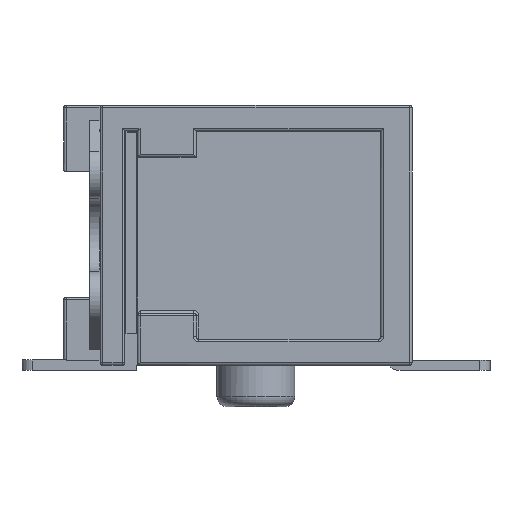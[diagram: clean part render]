
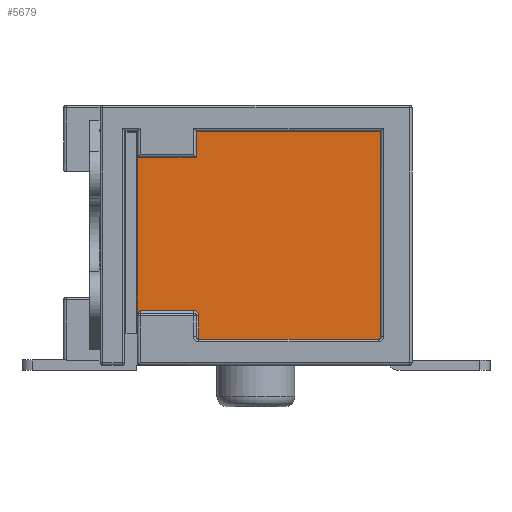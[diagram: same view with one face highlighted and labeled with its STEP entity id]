
A CAD part, left-side view. The second image highlights one B-rep face of the part: STEP entity #5679.
In plain terms, the highlighted planar face has unit normal (-1, 0, 0).
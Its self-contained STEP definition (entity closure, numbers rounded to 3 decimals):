
#139=PLANE('',#6235);
#463=LINE('',#9318,#995);
#645=LINE('',#10129,#1177);
#649=LINE('',#10149,#1181);
#769=LINE('',#10564,#1301);
#770=LINE('',#10566,#1302);
#771=LINE('',#10568,#1303);
#772=LINE('',#10570,#1304);
#773=LINE('',#10572,#1305);
#774=LINE('',#10573,#1306);
#995=VECTOR('',#6480,10.);
#1177=VECTOR('',#7076,10.);
#1181=VECTOR('',#7102,10.);
#1301=VECTOR('',#7564,1000.);
#1302=VECTOR('',#7565,1000.);
#1303=VECTOR('',#7566,1000.);
#1304=VECTOR('',#7567,1000.);
#1305=VECTOR('',#7568,1000.);
#1306=VECTOR('',#7569,1000.);
#1718=FACE_OUTER_BOUND('',#2061,.T.);
#2061=EDGE_LOOP('',(#4789,#4790,#4791,#4792,#4793,#4794,#4795,#4796,#4797,
#4798,#4799,#4800));
#2311=CIRCLE('',#6050,0.1);
#2362=CIRCLE('',#6164,0.05);
#2448=B_SPLINE_CURVE_WITH_KNOTS('',3,(#9390,#9391,#9392,#9393,#9394,#9395),
 .UNSPECIFIED.,.F.,.F.,(4,2,4),(0.025,0.029,0.035),
 .UNSPECIFIED.);
#2516=VERTEX_POINT('',#9316);
#2517=VERTEX_POINT('',#9317);
#2548=VERTEX_POINT('',#9388);
#2720=VERTEX_POINT('',#10123);
#2721=VERTEX_POINT('',#10124);
#2726=VERTEX_POINT('',#10148);
#2768=VERTEX_POINT('',#10330);
#2769=VERTEX_POINT('',#10331);
#2833=VERTEX_POINT('',#10565);
#2834=VERTEX_POINT('',#10567);
#2835=VERTEX_POINT('',#10569);
#2836=VERTEX_POINT('',#10571);
#3030=EDGE_CURVE('',#2516,#2517,#463,.T.);
#3065=EDGE_CURVE('',#2548,#2517,#2448,.F.);
#3333=EDGE_CURVE('',#2720,#2721,#2311,.T.);
#3336=EDGE_CURVE('',#2721,#2548,#645,.T.);
#3346=EDGE_CURVE('',#2726,#2720,#649,.T.);
#3440=EDGE_CURVE('',#2768,#2769,#2362,.T.);
#3546=EDGE_CURVE('',#2768,#2726,#769,.T.);
#3547=EDGE_CURVE('',#2833,#2769,#770,.T.);
#3548=EDGE_CURVE('',#2834,#2833,#771,.T.);
#3549=EDGE_CURVE('',#2835,#2834,#772,.T.);
#3550=EDGE_CURVE('',#2836,#2835,#773,.T.);
#3551=EDGE_CURVE('',#2516,#2836,#774,.T.);
#4789=ORIENTED_EDGE('',*,*,#3030,.T.);
#4790=ORIENTED_EDGE('',*,*,#3065,.F.);
#4791=ORIENTED_EDGE('',*,*,#3336,.F.);
#4792=ORIENTED_EDGE('',*,*,#3333,.F.);
#4793=ORIENTED_EDGE('',*,*,#3346,.F.);
#4794=ORIENTED_EDGE('',*,*,#3546,.F.);
#4795=ORIENTED_EDGE('',*,*,#3440,.T.);
#4796=ORIENTED_EDGE('',*,*,#3547,.F.);
#4797=ORIENTED_EDGE('',*,*,#3548,.F.);
#4798=ORIENTED_EDGE('',*,*,#3549,.F.);
#4799=ORIENTED_EDGE('',*,*,#3550,.F.);
#4800=ORIENTED_EDGE('',*,*,#3551,.F.);
#5679=ADVANCED_FACE('',(#1718),#139,.T.);
#6050=AXIS2_PLACEMENT_3D('',#10125,#7068,#7069);
#6164=AXIS2_PLACEMENT_3D('',#10332,#7341,#7342);
#6235=AXIS2_PLACEMENT_3D('',#10563,#7562,#7563);
#6480=DIRECTION('',(0.,0.,-1.));
#7068=DIRECTION('center_axis',(-1.,0.,0.));
#7069=DIRECTION('ref_axis',(0.,-0.707,0.707));
#7076=DIRECTION('',(0.,1.,0.));
#7102=DIRECTION('',(0.,0.,1.));
#7341=DIRECTION('center_axis',(-1.,0.,0.));
#7342=DIRECTION('ref_axis',(0.,-0.707,-0.707));
#7562=DIRECTION('center_axis',(-1.,0.,0.));
#7563=DIRECTION('ref_axis',(0.,-1.,0.));
#7564=DIRECTION('',(0.,1.,0.));
#7565=DIRECTION('',(0.,0.,-1.));
#7566=DIRECTION('',(0.,-1.,0.));
#7567=DIRECTION('',(0.,-1.,0.));
#7568=DIRECTION('',(0.,0.,1.));
#7569=DIRECTION('',(0.,-1.,0.));
#9316=CARTESIAN_POINT('',(-5.55,2.28,4.));
#9317=CARTESIAN_POINT('',(-5.55,2.28,0.963));
#9318=CARTESIAN_POINT('',(-5.55,2.28,1.005));
#9388=CARTESIAN_POINT('',(-5.55,2.23,1.05));
#9390=CARTESIAN_POINT('Ctrl Pts',(-5.55,2.28,0.963));
#9391=CARTESIAN_POINT('Ctrl Pts',(-5.55,2.28,0.976));
#9392=CARTESIAN_POINT('Ctrl Pts',(-5.55,2.276,0.991));
#9393=CARTESIAN_POINT('Ctrl Pts',(-5.55,2.26,1.019));
#9394=CARTESIAN_POINT('Ctrl Pts',(-5.55,2.244,1.036));
#9395=CARTESIAN_POINT('Ctrl Pts',(-5.55,2.23,1.05));
#10123=CARTESIAN_POINT('',(-5.55,1.1,0.95));
#10124=CARTESIAN_POINT('',(-5.55,1.2,1.05));
#10125=CARTESIAN_POINT('Origin',(-5.55,1.2,0.95));
#10129=CARTESIAN_POINT('',(-5.55,3.39,1.05));
#10148=CARTESIAN_POINT('',(-5.55,1.1,0.5));
#10149=CARTESIAN_POINT('',(-5.55,1.1,0.45));
#10330=CARTESIAN_POINT('',(-5.55,-2.35,0.5));
#10331=CARTESIAN_POINT('',(-5.55,-2.4,0.55));
#10332=CARTESIAN_POINT('Origin',(-5.55,-2.35,0.55));
#10563=CARTESIAN_POINT('Origin',(-5.55,4.5,-0.1));
#10564=CARTESIAN_POINT('',(-5.55,1.15,0.5));
#10565=CARTESIAN_POINT('',(-5.55,-2.4,4.5));
#10566=CARTESIAN_POINT('',(-5.55,-2.4,0.5));
#10567=CARTESIAN_POINT('',(-5.55,0.8,4.5));
#10568=CARTESIAN_POINT('',(-5.55,-2.4,4.5));
#10569=CARTESIAN_POINT('',(-5.55,1.15,4.5));
#10570=CARTESIAN_POINT('',(-5.55,-2.4,4.5));
#10571=CARTESIAN_POINT('',(-5.55,1.15,4.));
#10572=CARTESIAN_POINT('',(-5.55,1.15,4.5));
#10573=CARTESIAN_POINT('',(-5.55,1.15,4.));
